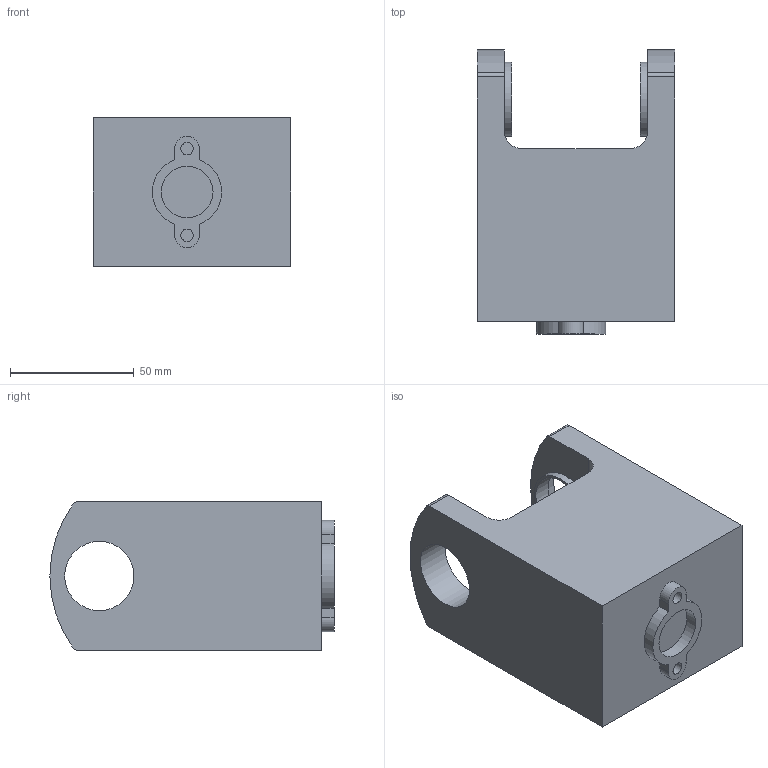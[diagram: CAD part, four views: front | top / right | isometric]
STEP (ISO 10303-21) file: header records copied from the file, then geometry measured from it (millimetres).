
FILE_DESCRIPTION(/* description */ ('STEP AP214'),/* implementation_level */ '2;1');
FILE_NAME(/* name */ '67f71b31b2acff2e7002bfed',/* time_stamp */ '2025-04-10T01:13:21Z',/* author */ (''),/* organization */ (''),/* preprocessor_version */ 'ST-DEVELOPER v20',/* originating_system */ 'ONSHAPE BY PTC INC, 1.196',/* authorisation */ ' ');
FILE_SCHEMA (('AUTOMOTIVE_DESIGN {1 0 10303 214 3 1 1}'));
Length unit declared in the file: metre
Products named in the file (1): Fork final
Bounding box: 80 x 115 x 60 mm (x, y, z)
Volume: 128888.2 mm3; surface area: 56637.1 mm2
Topology: 1 solids, 1 shells, 70 faces, 181 edges, 122 vertices
Faces by surface type: plane 39, cylinder 31
Full cylindrical faces by diameter (mm): 4 x4, 5 x2, 13.2 x1, 21 x1, 28 x2, 30 x2
Entity records: 2107 total; most frequent: DIRECTION 367, CARTESIAN_POINT 364, ORIENTED_EDGE 326, EDGE_CURVE 163, AXIS2_PLACEMENT_3D 135, VERTEX_POINT 116, EDGE_LOOP 101, FACE_BOUND 101
